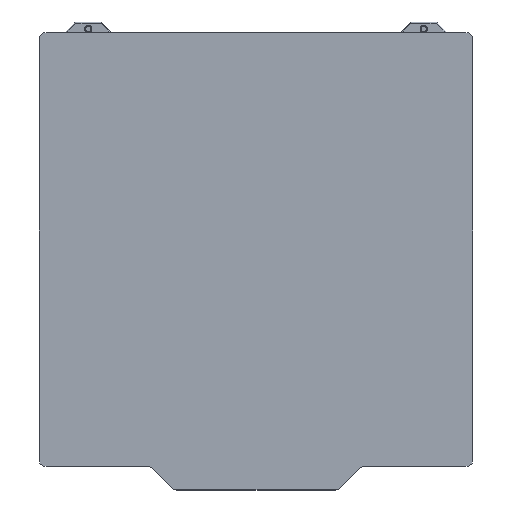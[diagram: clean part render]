
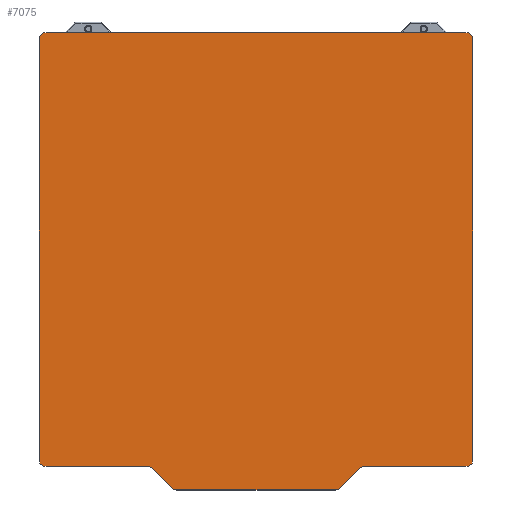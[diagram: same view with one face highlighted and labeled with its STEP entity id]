
A CAD part, top view. The second image highlights one B-rep face of the part: STEP entity #7075.
In plain terms, the highlighted planar face has unit normal (0, 0, 1).
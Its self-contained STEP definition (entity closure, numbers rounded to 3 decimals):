
#315=PLANE('',#7781);
#690=FACE_OUTER_BOUND('',#1116,.T.);
#1116=EDGE_LOOP('',(#6218,#6219,#6220,#6221,#6222,#6223,#6224,#6225,#6226,
#6227,#6228,#6229,#6230,#6231,#6232,#6233));
#1395=CIRCLE('',#7750,3.);
#1396=CIRCLE('',#7753,3.);
#1404=CIRCLE('',#7764,3.);
#1405=CIRCLE('',#7767,3.);
#1406=CIRCLE('',#7769,3.);
#1407=CIRCLE('',#7772,3.);
#1408=CIRCLE('',#7775,3.);
#1409=CIRCLE('',#7778,3.);
#2057=LINE('',#14208,#2704);
#2067=LINE('',#14245,#2714);
#2072=LINE('',#14256,#2719);
#2075=LINE('',#14266,#2722);
#2078=LINE('',#14274,#2725);
#2081=LINE('',#14282,#2728);
#2083=LINE('',#14288,#2730);
#2084=LINE('',#14290,#2731);
#2704=VECTOR('',#9518,10.);
#2714=VECTOR('',#9550,10.);
#2719=VECTOR('',#9561,10.);
#2722=VECTOR('',#9574,10.);
#2725=VECTOR('',#9583,10.);
#2728=VECTOR('',#9592,10.);
#2730=VECTOR('',#9600,10.);
#2731=VECTOR('',#9603,10.);
#3346=VERTEX_POINT('',#14198);
#3347=VERTEX_POINT('',#14200);
#3349=VERTEX_POINT('',#14206);
#3350=VERTEX_POINT('',#14210);
#3351=VERTEX_POINT('',#14211);
#3365=VERTEX_POINT('',#14244);
#3366=VERTEX_POINT('',#14248);
#3367=VERTEX_POINT('',#14250);
#3368=VERTEX_POINT('',#14254);
#3369=VERTEX_POINT('',#14260);
#3370=VERTEX_POINT('',#14264);
#3371=VERTEX_POINT('',#14268);
#3372=VERTEX_POINT('',#14272);
#3373=VERTEX_POINT('',#14276);
#3374=VERTEX_POINT('',#14280);
#3375=VERTEX_POINT('',#14284);
#4302=EDGE_CURVE('',#3346,#3347,#1395,.T.);
#4306=EDGE_CURVE('',#3346,#3349,#2057,.T.);
#4307=EDGE_CURVE('',#3350,#3351,#1396,.T.);
#4324=EDGE_CURVE('',#3365,#3351,#2067,.T.);
#4327=EDGE_CURVE('',#3366,#3367,#1404,.T.);
#4330=EDGE_CURVE('',#3366,#3368,#2072,.T.);
#4331=EDGE_CURVE('',#3365,#3368,#1405,.T.);
#4332=EDGE_CURVE('',#3369,#3349,#1406,.T.);
#4335=EDGE_CURVE('',#3369,#3370,#2075,.T.);
#4336=EDGE_CURVE('',#3371,#3370,#1407,.T.);
#4339=EDGE_CURVE('',#3371,#3372,#2078,.T.);
#4340=EDGE_CURVE('',#3373,#3372,#1408,.T.);
#4343=EDGE_CURVE('',#3373,#3374,#2081,.T.);
#4344=EDGE_CURVE('',#3375,#3374,#1409,.T.);
#4346=EDGE_CURVE('',#3375,#3367,#2083,.T.);
#4347=EDGE_CURVE('',#3350,#3347,#2084,.T.);
#6218=ORIENTED_EDGE('',*,*,#4307,.F.);
#6219=ORIENTED_EDGE('',*,*,#4347,.T.);
#6220=ORIENTED_EDGE('',*,*,#4302,.F.);
#6221=ORIENTED_EDGE('',*,*,#4306,.T.);
#6222=ORIENTED_EDGE('',*,*,#4332,.F.);
#6223=ORIENTED_EDGE('',*,*,#4335,.T.);
#6224=ORIENTED_EDGE('',*,*,#4336,.F.);
#6225=ORIENTED_EDGE('',*,*,#4339,.T.);
#6226=ORIENTED_EDGE('',*,*,#4340,.F.);
#6227=ORIENTED_EDGE('',*,*,#4343,.T.);
#6228=ORIENTED_EDGE('',*,*,#4344,.F.);
#6229=ORIENTED_EDGE('',*,*,#4346,.T.);
#6230=ORIENTED_EDGE('',*,*,#4327,.F.);
#6231=ORIENTED_EDGE('',*,*,#4330,.T.);
#6232=ORIENTED_EDGE('',*,*,#4331,.F.);
#6233=ORIENTED_EDGE('',*,*,#4324,.T.);
#7075=ADVANCED_FACE('',(#690),#315,.T.);
#7750=AXIS2_PLACEMENT_3D('',#14201,#9511,#9512);
#7753=AXIS2_PLACEMENT_3D('',#14212,#9521,#9522);
#7764=AXIS2_PLACEMENT_3D('',#14251,#9555,#9556);
#7767=AXIS2_PLACEMENT_3D('',#14258,#9564,#9565);
#7769=AXIS2_PLACEMENT_3D('',#14261,#9568,#9569);
#7772=AXIS2_PLACEMENT_3D('',#14269,#9577,#9578);
#7775=AXIS2_PLACEMENT_3D('',#14277,#9586,#9587);
#7778=AXIS2_PLACEMENT_3D('',#14285,#9595,#9596);
#7781=AXIS2_PLACEMENT_3D('',#14291,#9604,#9605);
#9511=DIRECTION('center_axis',(0.,0.,1.));
#9512=DIRECTION('ref_axis',(-0.383,0.924,0.));
#9518=DIRECTION('',(1.,0.,0.));
#9521=DIRECTION('center_axis',(0.,0.,-1.));
#9522=DIRECTION('ref_axis',(0.383,-0.924,0.));
#9550=DIRECTION('',(1.,0.,0.));
#9555=DIRECTION('center_axis',(0.,0.,1.));
#9556=DIRECTION('ref_axis',(0.383,0.924,0.));
#9561=DIRECTION('',(0.707,-0.707,0.));
#9564=DIRECTION('center_axis',(0.,0.,-1.));
#9565=DIRECTION('ref_axis',(-0.383,-0.924,0.));
#9568=DIRECTION('center_axis',(0.,0.,-1.));
#9569=DIRECTION('ref_axis',(0.707,-0.707,0.));
#9574=DIRECTION('',(0.,1.,0.));
#9577=DIRECTION('center_axis',(0.,0.,-1.));
#9578=DIRECTION('ref_axis',(0.707,0.707,0.));
#9583=DIRECTION('',(-1.,0.,0.));
#9586=DIRECTION('center_axis',(0.,0.,-1.));
#9587=DIRECTION('ref_axis',(-0.707,0.707,0.));
#9592=DIRECTION('',(0.,-1.,0.));
#9595=DIRECTION('center_axis',(0.,0.,-1.));
#9596=DIRECTION('ref_axis',(-0.707,-0.707,0.));
#9600=DIRECTION('',(1.,0.,0.));
#9603=DIRECTION('',(0.707,0.707,0.));
#9604=DIRECTION('center_axis',(0.,0.,1.));
#9605=DIRECTION('ref_axis',(1.,0.,0.));
#14198=CARTESIAN_POINT('',(46.243,-93.5,2.45));
#14200=CARTESIAN_POINT('',(44.121,-94.379,2.45));
#14201=CARTESIAN_POINT('Origin',(46.243,-96.5,2.45));
#14206=CARTESIAN_POINT('',(89.5,-93.5,2.45));
#14208=CARTESIAN_POINT('',(45.,-93.5,2.45));
#14210=CARTESIAN_POINT('',(35.879,-102.621,2.45));
#14211=CARTESIAN_POINT('',(33.757,-103.5,2.45));
#14212=CARTESIAN_POINT('Origin',(33.757,-100.5,2.45));
#14244=CARTESIAN_POINT('',(-33.757,-103.5,2.45));
#14245=CARTESIAN_POINT('',(-35.,-103.5,2.45));
#14248=CARTESIAN_POINT('',(-44.121,-94.379,2.45));
#14250=CARTESIAN_POINT('',(-46.243,-93.5,2.45));
#14251=CARTESIAN_POINT('Origin',(-46.243,-96.5,2.45));
#14254=CARTESIAN_POINT('',(-35.879,-102.621,2.45));
#14256=CARTESIAN_POINT('',(-45.,-93.5,2.45));
#14258=CARTESIAN_POINT('Origin',(-33.757,-100.5,2.45));
#14260=CARTESIAN_POINT('',(92.5,-90.5,2.45));
#14261=CARTESIAN_POINT('Origin',(89.5,-90.5,2.45));
#14264=CARTESIAN_POINT('',(92.5,88.5,2.45));
#14266=CARTESIAN_POINT('',(92.5,91.5,2.45));
#14268=CARTESIAN_POINT('',(89.5,91.5,2.45));
#14269=CARTESIAN_POINT('Origin',(89.5,88.5,2.45));
#14272=CARTESIAN_POINT('',(-89.5,91.5,2.45));
#14274=CARTESIAN_POINT('',(-92.5,91.5,2.45));
#14276=CARTESIAN_POINT('',(-92.5,88.5,2.45));
#14277=CARTESIAN_POINT('Origin',(-89.5,88.5,2.45));
#14280=CARTESIAN_POINT('',(-92.5,-90.5,2.45));
#14282=CARTESIAN_POINT('',(-92.5,-93.5,2.45));
#14284=CARTESIAN_POINT('',(-89.5,-93.5,2.45));
#14285=CARTESIAN_POINT('Origin',(-89.5,-90.5,2.45));
#14288=CARTESIAN_POINT('',(-45.,-93.5,2.45));
#14290=CARTESIAN_POINT('',(35.,-103.5,2.45));
#14291=CARTESIAN_POINT('Origin',(0.,-6.,
2.45));
